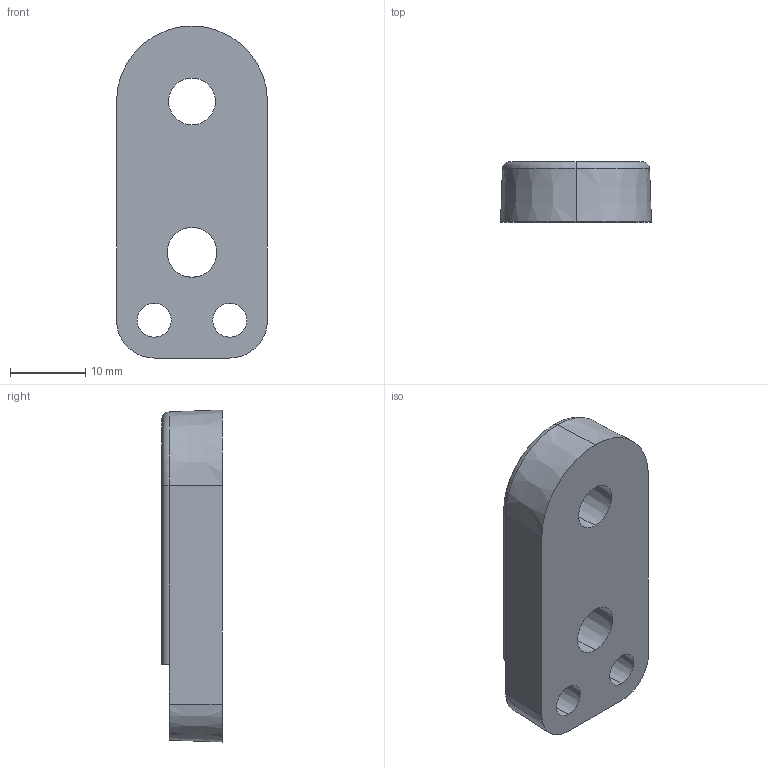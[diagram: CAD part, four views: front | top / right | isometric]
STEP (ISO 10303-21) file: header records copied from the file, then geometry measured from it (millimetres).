
FILE_DESCRIPTION (( 'STEP AP214' ), '1' );
FILE_NAME ('MB10674.STEP', '2008-01-17T13:12:29', ( 'Kenneth Weber' ), ( 'FIBOX Oy Ab' ), 'SwSTEP 2.0', 'SolidWorks 2007', '' );
FILE_SCHEMA (( 'AUTOMOTIVE_DESIGN' ));
Length unit declared in the file: millimetre
Products named in the file (1): MB10674
Bounding box: 20 x 8 x 44 mm (x, y, z)
Volume: 5354.9 mm3; surface area: 2819.5 mm2
Topology: 1 solids, 1 shells, 26 faces, 69 edges, 45 vertices
Faces by surface type: cone 12, plane 8, cylinder 4, torus 2
Entity records: 863 total; most frequent: DIRECTION 158, CARTESIAN_POINT 141, ORIENTED_EDGE 138, EDGE_CURVE 69, AXIS2_PLACEMENT_3D 62, VERTEX_POINT 45, CIRCLE 35, EDGE_LOOP 34
